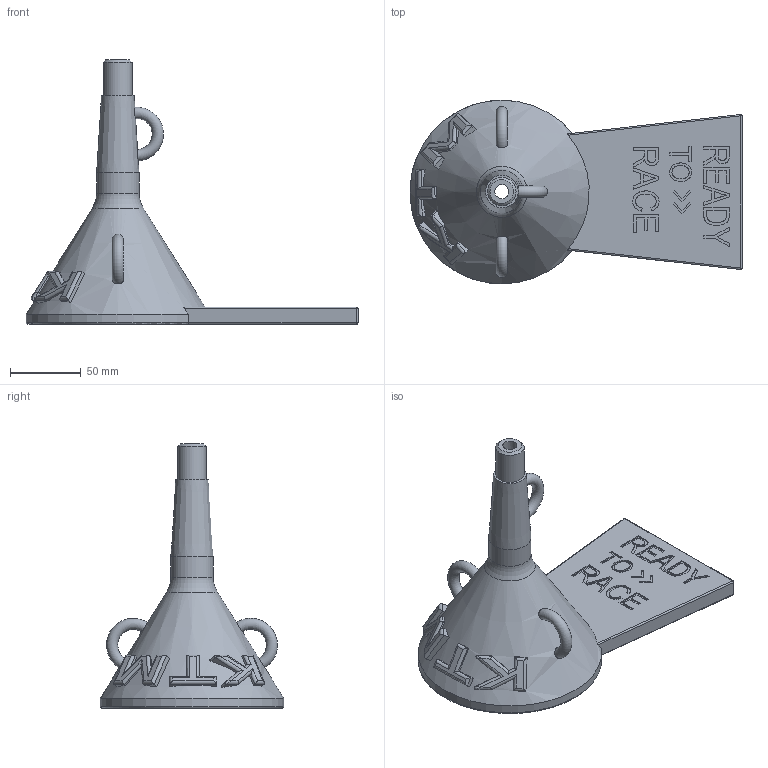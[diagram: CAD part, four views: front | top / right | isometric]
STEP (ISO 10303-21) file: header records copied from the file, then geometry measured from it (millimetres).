
FILE_DESCRIPTION(/* description */ (''),/* implementation_level */ '2;1');
FILE_NAME(/* name */ 'VIDANGEUR.stp',/* time_stamp */ '2020-05-06T21:22:59+02:00',/* author */ (''),/* organization */ (''),/* preprocessor_version */ 'ST-DEVELOPER v15',/* originating_system */ 'SIEMENS PLM Software NX 9.0',/* authorisation */ '');
FILE_SCHEMA (('AUTOMOTIVE_DESIGN { 1 0 10303 214 3 1 1 1 }'));
Length unit declared in the file: millimetre
Products named in the file (1): Xavi10949D88x9l7
Bounding box: 235 x 130 x 187 mm (x, y, z)
Volume: 278580.2 mm3; surface area: 96502.3 mm2
Topology: 1 solids, 2 shells, 291 faces, 759 edges, 482 vertices
Faces by surface type: plane 155, cylinder 60, extrusion 27, bspline 20, torus 14, sphere 8, cone 7
Full cylindrical faces by diameter (mm): 20 x1, 20.2 x1, 30 x1
Entity records: 10778 total; most frequent: CARTESIAN_POINT 4135, ORIENTED_EDGE 1446, DIRECTION 1140, EDGE_CURVE 723, VERTEX_POINT 470, AXIS2_PLACEMENT_3D 415, EDGE_LOOP 333, VECTOR 310
